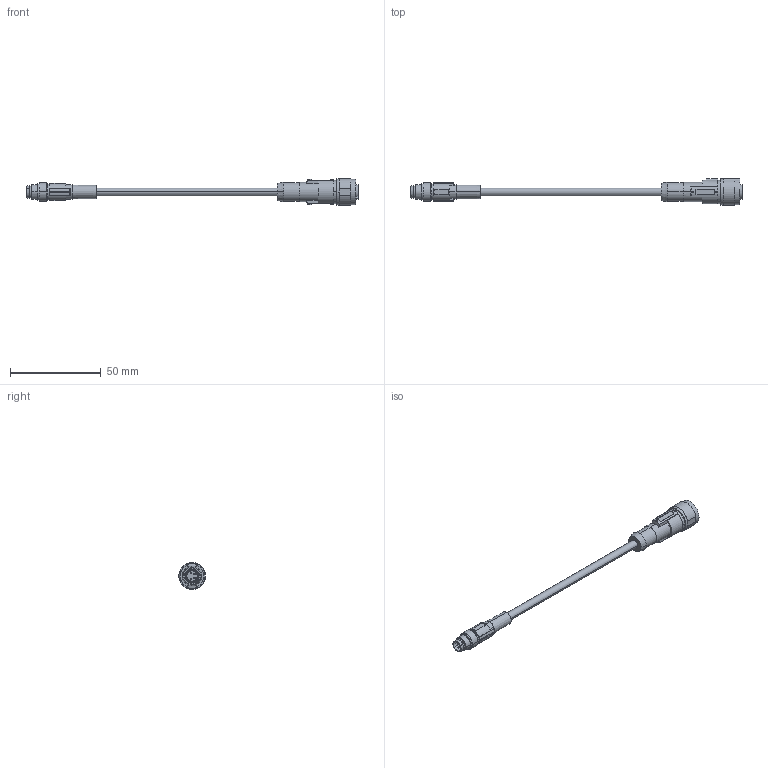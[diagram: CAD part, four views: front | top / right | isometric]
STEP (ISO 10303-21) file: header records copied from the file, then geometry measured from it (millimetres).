
FILE_DESCRIPTION(('SolidDesigner STEP Export'),'2;1');
FILE_NAME('1406198_SAC_4P_M8MS_0.5_542_FS_SCO_BK-select.stp','2013-09-30T14:02:28',(''),(''),'Creo Elements/Direct Modeling STEP processor for AP214 (Solid Model)','Creo Elements/Direct Modeling 18.1B 29-Sep-2012 (C) Parametric Technology GmbH','');
FILE_SCHEMA(('AUTOMOTIVE_DESIGN { 1 0 10303 214 1 1 1 1 }'));
Length unit declared in the file: millimetre
Products named in the file (1): 1406198_SAC_4P_M8MS_0.5_542_FS_SCO_BK-select
Bounding box: 183.2 x 14.4 x 14.79 mm (x, y, z)
Volume: 8354.2 mm3; surface area: 5414.2 mm2
Topology: 1 solids, 1 shells, 197 faces, 496 edges, 328 vertices
Faces by surface type: plane 91, cylinder 87, cone 19
Entity records: 8226 total; most frequent: CARTESIAN_POINT 2070, ORIENTED_EDGE 992, DIRECTION 890, EDGE_CURVE 496, VERTEX_POINT 328, AXIS2_PLACEMENT_3D 324, VECTOR 242, LINE 242
